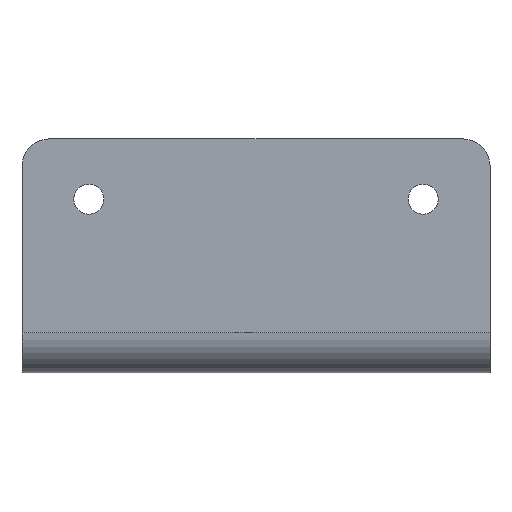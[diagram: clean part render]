
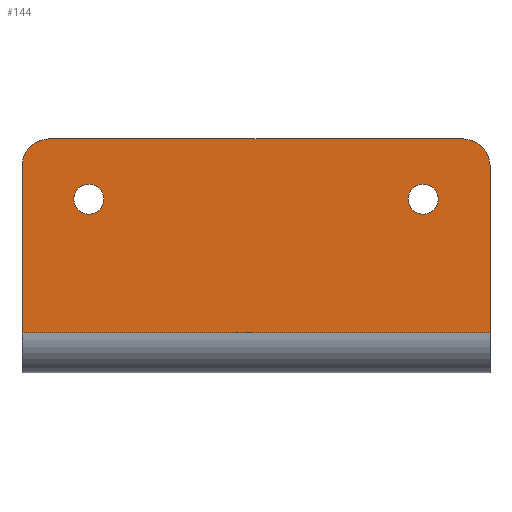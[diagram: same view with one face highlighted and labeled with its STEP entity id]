
A CAD part, front view. The second image highlights one B-rep face of the part: STEP entity #144.
In plain terms, the highlighted planar face has unit normal (0, -1, 0).
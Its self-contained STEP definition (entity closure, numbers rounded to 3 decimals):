
#13 = CARTESIAN_POINT ( 'NONE',  ( -70., -8., -8. ) ) ;
#20 = CARTESIAN_POINT ( 'NONE',  ( -50., -8., 39.5 ) ) ;
#21 = CARTESIAN_POINT ( 'NONE',  ( 62., -8., 54. ) ) ;
#33 = EDGE_CURVE ( 'NONE', #480, #820, #1005, .T. ) ;
#34 = DIRECTION ( 'NONE',  ( 0., -1., 0. ) ) ;
#42 = VERTEX_POINT ( 'NONE', #20 ) ;
#47 = DIRECTION ( 'NONE',  ( 0., 0., -1. ) ) ;
#57 = EDGE_CURVE ( 'NONE', #762, #776, #967, .T. ) ;
#60 = CARTESIAN_POINT ( 'NONE',  ( 62., -8., 62. ) ) ;
#83 = EDGE_CURVE ( 'NONE', #820, #480, #442, .T. ) ;
#90 = EDGE_LOOP ( 'NONE', ( #955, #821 ) ) ;
#144 = ADVANCED_FACE ( 'NONE', ( #941, #968, #571 ), #960, .T. ) ;
#148 = EDGE_CURVE ( 'NONE', #776, #865, #569, .T. ) ;
#152 = CIRCLE ( 'NONE', #372, 8. ) ;
#180 = DIRECTION ( 'NONE',  ( 0., -1., 0. ) ) ;
#188 = DIRECTION ( 'NONE',  ( 0., 0., -1. ) ) ;
#189 = CARTESIAN_POINT ( 'NONE',  ( 50., -8., 48.5 ) ) ;
#200 = VERTEX_POINT ( 'NONE', #371 ) ;
#252 = DIRECTION ( 'NONE',  ( 0., -1., 0. ) ) ;
#268 = CARTESIAN_POINT ( 'NONE',  ( -50., -8., 44. ) ) ;
#275 = DIRECTION ( 'NONE',  ( 1., 0., 0. ) ) ;
#281 = DIRECTION ( 'NONE',  ( 0., 1., 0. ) ) ;
#293 = DIRECTION ( 'NONE',  ( 0., 0., -1. ) ) ;
#357 = ORIENTED_EDGE ( 'NONE', *, *, #855, .T. ) ;
#359 = VERTEX_POINT ( 'NONE', #60 ) ;
#371 = CARTESIAN_POINT ( 'NONE',  ( -62., -8., 62. ) ) ;
#372 = AXIS2_PLACEMENT_3D ( 'NONE', #704, #252, #751 ) ;
#375 = ORIENTED_EDGE ( 'NONE', *, *, #148, .T. ) ;
#377 = EDGE_LOOP ( 'NONE', ( #357, #423, #375, #437, #810, #767 ) ) ;
#383 = DIRECTION ( 'NONE',  ( 1., 0., 0. ) ) ;
#389 = CARTESIAN_POINT ( 'NONE',  ( -70., -8., 4. ) ) ;
#403 = VECTOR ( 'NONE', #513, 1000. ) ;
#412 = VECTOR ( 'NONE', #792, 1000. ) ;
#420 = CARTESIAN_POINT ( 'NONE',  ( 70., -8., 4. ) ) ;
#421 = CARTESIAN_POINT ( 'NONE',  ( 50., -8., 44. ) ) ;
#423 = ORIENTED_EDGE ( 'NONE', *, *, #57, .T. ) ;
#434 = CARTESIAN_POINT ( 'NONE',  ( 70., -8., -8. ) ) ;
#437 = ORIENTED_EDGE ( 'NONE', *, *, #730, .F. ) ;
#442 = CIRCLE ( 'NONE', #961, 4.5 ) ;
#460 = LINE ( 'NONE', #434, #403 ) ;
#465 = AXIS2_PLACEMENT_3D ( 'NONE', #268, #281, #293 ) ;
#477 = EDGE_LOOP ( 'NONE', ( #632, #710 ) ) ;
#480 = VERTEX_POINT ( 'NONE', #189 ) ;
#482 = DIRECTION ( 'NONE',  ( 0., 1., 0. ) ) ;
#498 = VECTOR ( 'NONE', #275, 1000. ) ;
#511 = DIRECTION ( 'NONE',  ( 0., 1., 0. ) ) ;
#513 = DIRECTION ( 'NONE',  ( 0., 0., -1. ) ) ;
#515 = EDGE_CURVE ( 'NONE', #42, #923, #539, .T. ) ;
#520 = CIRCLE ( 'NONE', #660, 8. ) ;
#539 = CIRCLE ( 'NONE', #465, 4.5 ) ;
#569 = LINE ( 'NONE', #389, #584 ) ;
#570 = EDGE_CURVE ( 'NONE', #923, #42, #970, .T. ) ;
#571 = FACE_OUTER_BOUND ( 'NONE', #377, .T. ) ;
#583 = AXIS2_PLACEMENT_3D ( 'NONE', #957, #860, #809 ) ;
#584 = VECTOR ( 'NONE', #383, 1000. ) ;
#614 = CARTESIAN_POINT ( 'NONE',  ( 70., -8., 54. ) ) ;
#624 = AXIS2_PLACEMENT_3D ( 'NONE', #421, #482, #859 ) ;
#632 = ORIENTED_EDGE ( 'NONE', *, *, #570, .T. ) ;
#660 = AXIS2_PLACEMENT_3D ( 'NONE', #21, #34, #47 ) ;
#686 = CARTESIAN_POINT ( 'NONE',  ( -70., -8., 4. ) ) ;
#704 = CARTESIAN_POINT ( 'NONE',  ( -62., -8., 54. ) ) ;
#710 = ORIENTED_EDGE ( 'NONE', *, *, #515, .T. ) ;
#724 = LINE ( 'NONE', #734, #498 ) ;
#729 = CARTESIAN_POINT ( 'NONE',  ( -70., -8., -8. ) ) ;
#730 = EDGE_CURVE ( 'NONE', #887, #865, #460, .T. ) ;
#734 = CARTESIAN_POINT ( 'NONE',  ( -70., -8., 62. ) ) ;
#740 = AXIS2_PLACEMENT_3D ( 'NONE', #13, #180, #188 ) ;
#751 = DIRECTION ( 'NONE',  ( 0., 0., -1. ) ) ;
#762 = VERTEX_POINT ( 'NONE', #851 ) ;
#767 = ORIENTED_EDGE ( 'NONE', *, *, #773, .F. ) ;
#769 = CARTESIAN_POINT ( 'NONE',  ( -50., -8., 48.5 ) ) ;
#773 = EDGE_CURVE ( 'NONE', #200, #359, #724, .T. ) ;
#776 = VERTEX_POINT ( 'NONE', #686 ) ;
#792 = DIRECTION ( 'NONE',  ( 0., 0., -1. ) ) ;
#809 = DIRECTION ( 'NONE',  ( 0., 0., -1. ) ) ;
#810 = ORIENTED_EDGE ( 'NONE', *, *, #978, .T. ) ;
#820 = VERTEX_POINT ( 'NONE', #878 ) ;
#821 = ORIENTED_EDGE ( 'NONE', *, *, #83, .T. ) ;
#851 = CARTESIAN_POINT ( 'NONE',  ( -70., -8., 54. ) ) ;
#855 = EDGE_CURVE ( 'NONE', #200, #762, #152, .T. ) ;
#859 = DIRECTION ( 'NONE',  ( 0., 0., -1. ) ) ;
#860 = DIRECTION ( 'NONE',  ( 0., 1., 0. ) ) ;
#865 = VERTEX_POINT ( 'NONE', #420 ) ;
#878 = CARTESIAN_POINT ( 'NONE',  ( 50., -8., 39.5 ) ) ;
#887 = VERTEX_POINT ( 'NONE', #614 ) ;
#916 = DIRECTION ( 'NONE',  ( 0., 0., -1. ) ) ;
#923 = VERTEX_POINT ( 'NONE', #769 ) ;
#941 = FACE_BOUND ( 'NONE', #90, .T. ) ;
#948 = CARTESIAN_POINT ( 'NONE',  ( 50., -8., 44. ) ) ;
#955 = ORIENTED_EDGE ( 'NONE', *, *, #33, .T. ) ;
#957 = CARTESIAN_POINT ( 'NONE',  ( -50., -8., 44. ) ) ;
#960 = PLANE ( 'NONE',  #740 ) ;
#961 = AXIS2_PLACEMENT_3D ( 'NONE', #948, #511, #916 ) ;
#967 = LINE ( 'NONE', #729, #412 ) ;
#968 = FACE_BOUND ( 'NONE', #477, .T. ) ;
#970 = CIRCLE ( 'NONE', #583, 4.5 ) ;
#978 = EDGE_CURVE ( 'NONE', #887, #359, #520, .T. ) ;
#1005 = CIRCLE ( 'NONE', #624, 4.5 ) ;
